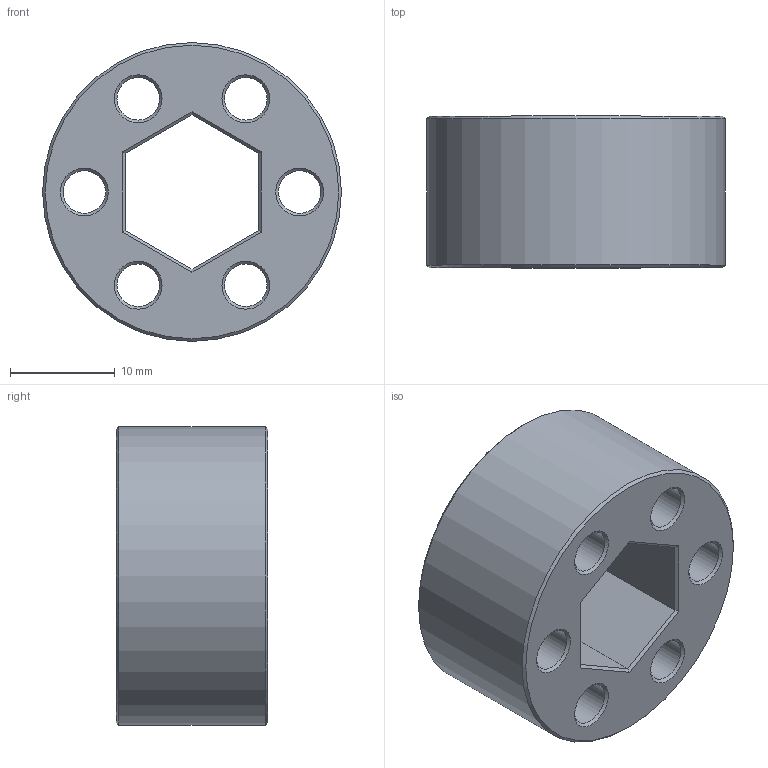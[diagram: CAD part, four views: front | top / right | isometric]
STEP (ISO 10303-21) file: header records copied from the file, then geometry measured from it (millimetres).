
FILE_DESCRIPTION(/* description */ (''),/* implementation_level */ '2;1');
FILE_NAME(/* name */ 'am-1305.ipt.step',/* time_stamp */ '2017-01-04T14:51:14-08:00',/* author */ ('Autodesk Inc.'),/* organization */ ('Autodesk Inc.'),/* preprocessor_version */ 'ST-DEVELOPER v16.5',/* originating_system */ 'Autodesk Inventor 2017',/* authorisation */ '');
FILE_SCHEMA (('AUTOMOTIVE_DESIGN { 1 0 10303 214 3 1 1 }'));
Length unit declared in the file: inch
Products named in the file (1): am-1305
Bounding box: 28.55 x 14.48 x 28.55 mm (x, y, z)
Volume: 6089.1 mm3; surface area: 3828.6 mm2
Topology: 1 solids, 1 shells, 41 faces, 91 edges, 52 vertices
Faces by surface type: plane 20, cone 14, cylinder 7
Full cylindrical faces by diameter (mm): 4.064 x6, 28.55 x1
Entity records: 1060 total; most frequent: DIRECTION 182, CARTESIAN_POINT 164, ORIENTED_EDGE 140, EDGE_LOOP 76, EDGE_CURVE 70, AXIS2_PLACEMENT_3D 70, VERTEX_POINT 52, LINE 42
